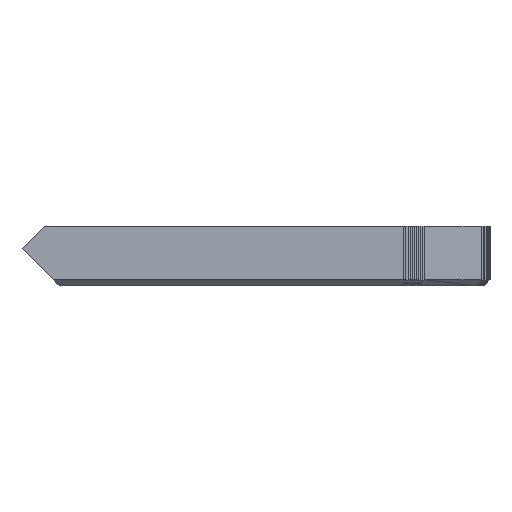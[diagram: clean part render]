
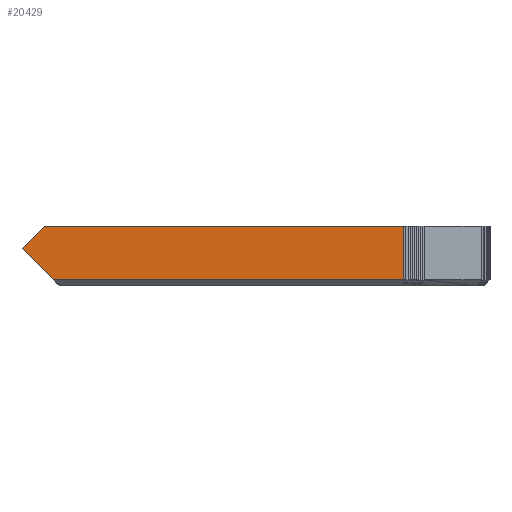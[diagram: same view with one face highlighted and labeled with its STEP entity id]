
A CAD part, front view. The second image highlights one B-rep face of the part: STEP entity #20429.
In plain terms, the highlighted planar face has unit normal (0, 1, 0).
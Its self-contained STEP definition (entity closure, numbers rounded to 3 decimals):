
#928 = VERTEX_POINT('',#929);
#929 = CARTESIAN_POINT('',(134.922,93.5,0.4));
#4050 = VERTEX_POINT('',#4051);
#4051 = CARTESIAN_POINT('',(110.75,93.5,4.));
#4150 = VERTEX_POINT('',#4151);
#4151 = CARTESIAN_POINT('',(111.35,93.5,0.4));
#4188 = EDGE_CURVE('',#4050,#4189,#4191,.T.);
#4189 = VERTEX_POINT('',#4190);
#4190 = CARTESIAN_POINT('',(109.25,93.5,2.5));
#4191 = LINE('',#4192,#4193);
#4192 = CARTESIAN_POINT('',(110.75,93.5,4.));
#4193 = VECTOR('',#4194,1.);
#4194 = DIRECTION('',(-0.707,0.,-0.707));
#4211 = EDGE_CURVE('',#4189,#4150,#4212,.T.);
#4212 = LINE('',#4213,#4214);
#4213 = CARTESIAN_POINT('',(109.25,93.5,2.5));
#4214 = VECTOR('',#4215,1.);
#4215 = DIRECTION('',(0.707,0.,-0.707));
#4261 = VERTEX_POINT('',#4262);
#4262 = CARTESIAN_POINT('',(134.922,93.5,4.));
#4268 = EDGE_CURVE('',#4261,#4050,#4269,.T.);
#4269 = LINE('',#4270,#4271);
#4270 = CARTESIAN_POINT('',(134.922,93.5,4.));
#4271 = VECTOR('',#4272,1.);
#4272 = DIRECTION('',(-1.,0.,0.));
#20282 = EDGE_CURVE('',#4150,#928,#20283,.T.);
#20283 = LINE('',#20284,#20285);
#20284 = CARTESIAN_POINT('',(111.35,93.5,0.4));
#20285 = VECTOR('',#20286,1.);
#20286 = DIRECTION('',(1.,0.,0.));
#20417 = EDGE_CURVE('',#928,#4261,#20418,.T.);
#20418 = LINE('',#20419,#20420);
#20419 = CARTESIAN_POINT('',(134.922,93.5,0.4));
#20420 = VECTOR('',#20421,1.);
#20421 = DIRECTION('',(0.,0.,1.));
#20429 = ADVANCED_FACE('',(#20430),#20437,.T.);
#20430 = FACE_BOUND('',#20431,.T.);
#20431 = EDGE_LOOP('',(#20432,#20433,#20434,#20435,#20436));
#20432 = ORIENTED_EDGE('',*,*,#20282,.F.);
#20433 = ORIENTED_EDGE('',*,*,#4211,.F.);
#20434 = ORIENTED_EDGE('',*,*,#4188,.F.);
#20435 = ORIENTED_EDGE('',*,*,#4268,.F.);
#20436 = ORIENTED_EDGE('',*,*,#20417,.F.);
#20437 = PLANE('',#20438);
#20438 = AXIS2_PLACEMENT_3D('',#20439,#20440,#20441);
#20439 = CARTESIAN_POINT('',(122.59,93.5,2.219));
#20440 = DIRECTION('',(0.,1.,0.));
#20441 = DIRECTION('',(0.,0.,1.));
